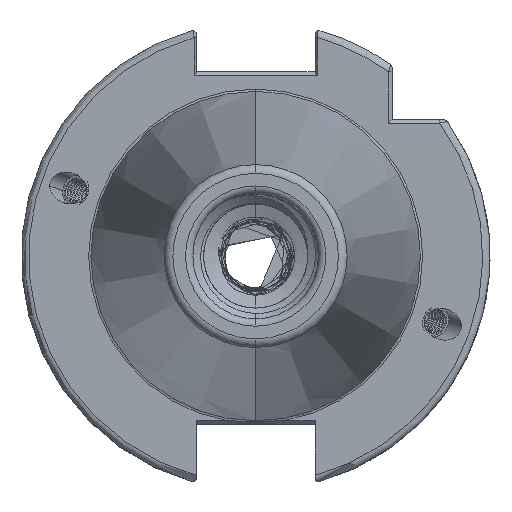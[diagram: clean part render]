
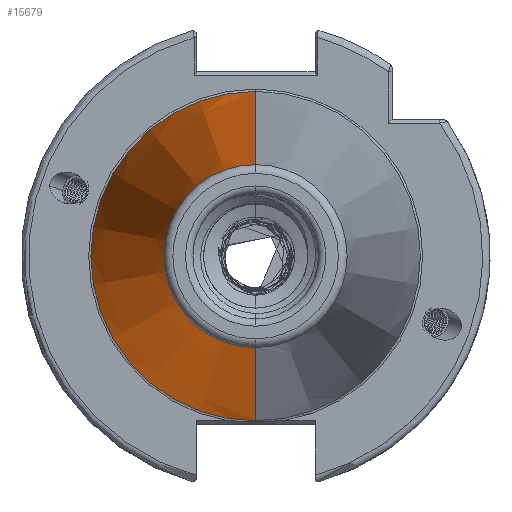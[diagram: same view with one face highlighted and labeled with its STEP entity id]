
A CAD part, left-side view. The second image highlights one B-rep face of the part: STEP entity #15679.
In plain terms, the highlighted conical face has half-angle 8.297 degrees and reference radius 22.692 mm.
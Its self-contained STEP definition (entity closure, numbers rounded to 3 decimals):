
#1290 = FACE_OUTER_BOUND ( 'NONE', #16279, .T. ) ;
#1335 = CONICAL_SURFACE ( 'NONE', #18149, 22.692, 0.145 ) ;
#1766 = VECTOR ( 'NONE', #10329, 1000. ) ;
#1787 = CIRCLE ( 'NONE', #15981, 12.4 ) ;
#1818 = LINE ( 'NONE', #10348, #1766 ) ;
#1830 = VECTOR ( 'NONE', #10372, 1000. ) ;
#1855 = LINE ( 'NONE', #10368, #1830 ) ;
#1870 = CIRCLE ( 'NONE', #16007, 22.327 ) ;
#2705 = ORIENTED_EDGE ( 'NONE', *, *, #18487, .F. ) ;
#2726 = ORIENTED_EDGE ( 'NONE', *, *, #18454, .T. ) ;
#2733 = ORIENTED_EDGE ( 'NONE', *, *, #18474, .F. ) ;
#2734 = ORIENTED_EDGE ( 'NONE', *, *, #18491, .T. ) ;
#5580 = DIRECTION ( 'NONE',  ( 0., 0., -1. ) ) ;
#5584 = CARTESIAN_POINT ( 'NONE',  ( 0., 0., 0. ) ) ;
#5585 = DIRECTION ( 'NONE',  ( 1., 0., 0. ) ) ;
#7412 = CARTESIAN_POINT ( 'NONE',  ( -70.573, 0., -12.4 ) ) ;
#7424 = CARTESIAN_POINT ( 'NONE',  ( -2.5, 0., -22.327 ) ) ;
#7435 = CARTESIAN_POINT ( 'NONE',  ( -70.573, 0., 12.4 ) ) ;
#7441 = CARTESIAN_POINT ( 'NONE',  ( -2.5, 0., 22.327 ) ) ;
#10214 = DIRECTION ( 'NONE',  ( 1., 0., 0. ) ) ;
#10215 = DIRECTION ( 'NONE',  ( 0., 0., 1. ) ) ;
#10225 = CARTESIAN_POINT ( 'NONE',  ( -70.573, 0., 0. ) ) ;
#10329 = DIRECTION ( 'NONE',  ( 0.99, 0., -0.144 ) ) ;
#10348 = CARTESIAN_POINT ( 'NONE',  ( 0., 0., -22.692 ) ) ;
#10363 = DIRECTION ( 'NONE',  ( 0., 0., -1. ) ) ;
#10368 = CARTESIAN_POINT ( 'NONE',  ( 0., 0., 22.692 ) ) ;
#10372 = DIRECTION ( 'NONE',  ( 0.99, 0., 0.144 ) ) ;
#10374 = CARTESIAN_POINT ( 'NONE',  ( -2.5, 0., 0. ) ) ;
#10397 = DIRECTION ( 'NONE',  ( 1., 0., 0. ) ) ;
#15410 = VERTEX_POINT ( 'NONE', #7424 ) ;
#15412 = VERTEX_POINT ( 'NONE', #7435 ) ;
#15436 = VERTEX_POINT ( 'NONE', #7412 ) ;
#15450 = VERTEX_POINT ( 'NONE', #7441 ) ;
#15679 = ADVANCED_FACE ( 'NONE', ( #1290 ), #1335, .T. ) ;
#15981 = AXIS2_PLACEMENT_3D ( 'NONE', #10225, #10214, #10215 ) ;
#16007 = AXIS2_PLACEMENT_3D ( 'NONE', #10374, #10397, #10363 ) ;
#16279 = EDGE_LOOP ( 'NONE', ( #2726, #2734, #2705, #2733 ) ) ;
#18149 = AXIS2_PLACEMENT_3D ( 'NONE', #5584, #5585, #5580 ) ;
#18454 = EDGE_CURVE ( 'NONE', #15436, #15412, #1787, .T. ) ;
#18474 = EDGE_CURVE ( 'NONE', #15436, #15410, #1818, .T. ) ;
#18487 = EDGE_CURVE ( 'NONE', #15410, #15450, #1870, .T. ) ;
#18491 = EDGE_CURVE ( 'NONE', #15412, #15450, #1855, .T. ) ;
